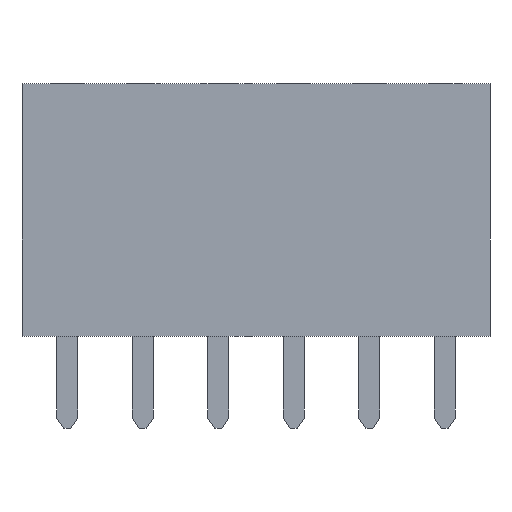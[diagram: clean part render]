
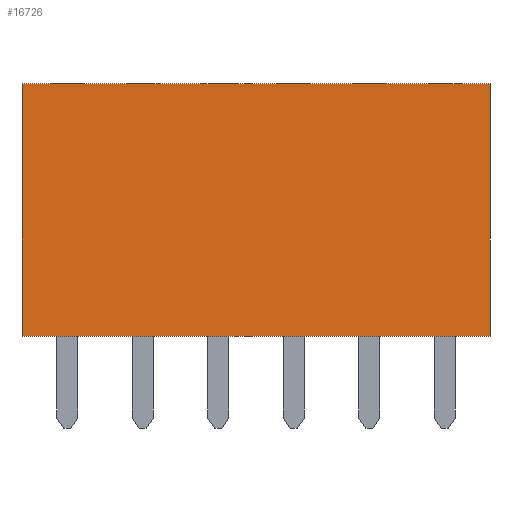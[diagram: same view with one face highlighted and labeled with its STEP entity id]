
A CAD part, front view. The second image highlights one B-rep face of the part: STEP entity #16726.
In plain terms, the highlighted planar face has unit normal (0, -1, 0).
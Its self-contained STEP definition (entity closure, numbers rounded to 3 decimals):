
#11388 = PLANE('',#11389);
#11389 = AXIS2_PLACEMENT_3D('',#11390,#11391,#11392);
#11390 = CARTESIAN_POINT('',(7.87,-1.25,4.25));
#11391 = DIRECTION('',(0.,0.,-1.));
#11392 = DIRECTION('',(-1.,0.,0.));
#12476 = VERTEX_POINT('',#12477);
#12477 = CARTESIAN_POINT('',(-7.87,-1.25,4.25));
#12491 = PLANE('',#12492);
#12492 = AXIS2_PLACEMENT_3D('',#12493,#12494,#12495);
#12493 = CARTESIAN_POINT('',(-7.87,-1.25,4.25));
#12494 = DIRECTION('',(1.,0.,0.));
#12495 = DIRECTION('',(0.,0.,-1.));
#12503 = EDGE_CURVE('',#12504,#12476,#12506,.T.);
#12504 = VERTEX_POINT('',#12505);
#12505 = CARTESIAN_POINT('',(7.87,-1.25,4.25));
#12506 = SURFACE_CURVE('',#12507,(#12511,#12518),.PCURVE_S1.);
#12507 = LINE('',#12508,#12509);
#12508 = CARTESIAN_POINT('',(7.87,-1.25,4.25));
#12509 = VECTOR('',#12510,1.);
#12510 = DIRECTION('',(-1.,0.,0.));
#12511 = PCURVE('',#11388,#12512);
#12512 = DEFINITIONAL_REPRESENTATION('',(#12513),#12517);
#12513 = LINE('',#12514,#12515);
#12514 = CARTESIAN_POINT('',(0.,0.));
#12515 = VECTOR('',#12516,1.);
#12516 = DIRECTION('',(1.,0.));
#12517 = ( GEOMETRIC_REPRESENTATION_CONTEXT(2) 
PARAMETRIC_REPRESENTATION_CONTEXT() REPRESENTATION_CONTEXT('2D SPACE',''
  ) );
#12518 = PCURVE('',#12519,#12524);
#12519 = PLANE('',#12520);
#12520 = AXIS2_PLACEMENT_3D('',#12521,#12522,#12523);
#12521 = CARTESIAN_POINT('',(0.,-1.25,0.));
#12522 = DIRECTION('',(0.,-1.,0.));
#12523 = DIRECTION('',(0.,0.,-1.));
#12524 = DEFINITIONAL_REPRESENTATION('',(#12525),#12529);
#12525 = LINE('',#12526,#12527);
#12526 = CARTESIAN_POINT('',(-4.25,7.87));
#12527 = VECTOR('',#12528,1.);
#12528 = DIRECTION('',(0.,-1.));
#12529 = ( GEOMETRIC_REPRESENTATION_CONTEXT(2) 
PARAMETRIC_REPRESENTATION_CONTEXT() REPRESENTATION_CONTEXT('2D SPACE',''
  ) );
#12545 = PLANE('',#12546);
#12546 = AXIS2_PLACEMENT_3D('',#12547,#12548,#12549);
#12547 = CARTESIAN_POINT('',(7.87,-1.25,-4.25));
#12548 = DIRECTION('',(-1.,0.,0.));
#12549 = DIRECTION('',(0.,0.,1.));
#16202 = VERTEX_POINT('',#16203);
#16203 = CARTESIAN_POINT('',(-7.87,-1.25,-4.25));
#16217 = PLANE('',#16218);
#16218 = AXIS2_PLACEMENT_3D('',#16219,#16220,#16221);
#16219 = CARTESIAN_POINT('',(-7.87,-1.25,-4.25));
#16220 = DIRECTION('',(0.,0.,1.));
#16221 = DIRECTION('',(1.,0.,0.));
#16229 = EDGE_CURVE('',#12476,#16202,#16230,.T.);
#16230 = SURFACE_CURVE('',#16231,(#16235,#16242),.PCURVE_S1.);
#16231 = LINE('',#16232,#16233);
#16232 = CARTESIAN_POINT('',(-7.87,-1.25,4.25));
#16233 = VECTOR('',#16234,1.);
#16234 = DIRECTION('',(0.,0.,-1.));
#16235 = PCURVE('',#12491,#16236);
#16236 = DEFINITIONAL_REPRESENTATION('',(#16237),#16241);
#16237 = LINE('',#16238,#16239);
#16238 = CARTESIAN_POINT('',(0.,0.));
#16239 = VECTOR('',#16240,1.);
#16240 = DIRECTION('',(1.,0.));
#16241 = ( GEOMETRIC_REPRESENTATION_CONTEXT(2) 
PARAMETRIC_REPRESENTATION_CONTEXT() REPRESENTATION_CONTEXT('2D SPACE',''
  ) );
#16242 = PCURVE('',#12519,#16243);
#16243 = DEFINITIONAL_REPRESENTATION('',(#16244),#16248);
#16244 = LINE('',#16245,#16246);
#16245 = CARTESIAN_POINT('',(-4.25,-7.87));
#16246 = VECTOR('',#16247,1.);
#16247 = DIRECTION('',(1.,0.));
#16248 = ( GEOMETRIC_REPRESENTATION_CONTEXT(2) 
PARAMETRIC_REPRESENTATION_CONTEXT() REPRESENTATION_CONTEXT('2D SPACE',''
  ) );
#16726 = ADVANCED_FACE('',(#16727),#12519,.T.);
#16727 = FACE_BOUND('',#16728,.T.);
#16728 = EDGE_LOOP('',(#16729,#16730,#16731,#16754));
#16729 = ORIENTED_EDGE('',*,*,#12503,.T.);
#16730 = ORIENTED_EDGE('',*,*,#16229,.T.);
#16731 = ORIENTED_EDGE('',*,*,#16732,.T.);
#16732 = EDGE_CURVE('',#16202,#16733,#16735,.T.);
#16733 = VERTEX_POINT('',#16734);
#16734 = CARTESIAN_POINT('',(7.87,-1.25,-4.25));
#16735 = SURFACE_CURVE('',#16736,(#16740,#16747),.PCURVE_S1.);
#16736 = LINE('',#16737,#16738);
#16737 = CARTESIAN_POINT('',(-7.87,-1.25,-4.25));
#16738 = VECTOR('',#16739,1.);
#16739 = DIRECTION('',(1.,0.,0.));
#16740 = PCURVE('',#12519,#16741);
#16741 = DEFINITIONAL_REPRESENTATION('',(#16742),#16746);
#16742 = LINE('',#16743,#16744);
#16743 = CARTESIAN_POINT('',(4.25,-7.87));
#16744 = VECTOR('',#16745,1.);
#16745 = DIRECTION('',(0.,1.));
#16746 = ( GEOMETRIC_REPRESENTATION_CONTEXT(2) 
PARAMETRIC_REPRESENTATION_CONTEXT() REPRESENTATION_CONTEXT('2D SPACE',''
  ) );
#16747 = PCURVE('',#16217,#16748);
#16748 = DEFINITIONAL_REPRESENTATION('',(#16749),#16753);
#16749 = LINE('',#16750,#16751);
#16750 = CARTESIAN_POINT('',(0.,0.));
#16751 = VECTOR('',#16752,1.);
#16752 = DIRECTION('',(1.,0.));
#16753 = ( GEOMETRIC_REPRESENTATION_CONTEXT(2) 
PARAMETRIC_REPRESENTATION_CONTEXT() REPRESENTATION_CONTEXT('2D SPACE',''
  ) );
#16754 = ORIENTED_EDGE('',*,*,#16755,.T.);
#16755 = EDGE_CURVE('',#16733,#12504,#16756,.T.);
#16756 = SURFACE_CURVE('',#16757,(#16761,#16768),.PCURVE_S1.);
#16757 = LINE('',#16758,#16759);
#16758 = CARTESIAN_POINT('',(7.87,-1.25,-4.25));
#16759 = VECTOR('',#16760,1.);
#16760 = DIRECTION('',(0.,0.,1.));
#16761 = PCURVE('',#12519,#16762);
#16762 = DEFINITIONAL_REPRESENTATION('',(#16763),#16767);
#16763 = LINE('',#16764,#16765);
#16764 = CARTESIAN_POINT('',(4.25,7.87));
#16765 = VECTOR('',#16766,1.);
#16766 = DIRECTION('',(-1.,0.));
#16767 = ( GEOMETRIC_REPRESENTATION_CONTEXT(2) 
PARAMETRIC_REPRESENTATION_CONTEXT() REPRESENTATION_CONTEXT('2D SPACE',''
  ) );
#16768 = PCURVE('',#12545,#16769);
#16769 = DEFINITIONAL_REPRESENTATION('',(#16770),#16774);
#16770 = LINE('',#16771,#16772);
#16771 = CARTESIAN_POINT('',(0.,0.));
#16772 = VECTOR('',#16773,1.);
#16773 = DIRECTION('',(1.,0.));
#16774 = ( GEOMETRIC_REPRESENTATION_CONTEXT(2) 
PARAMETRIC_REPRESENTATION_CONTEXT() REPRESENTATION_CONTEXT('2D SPACE',''
  ) );
